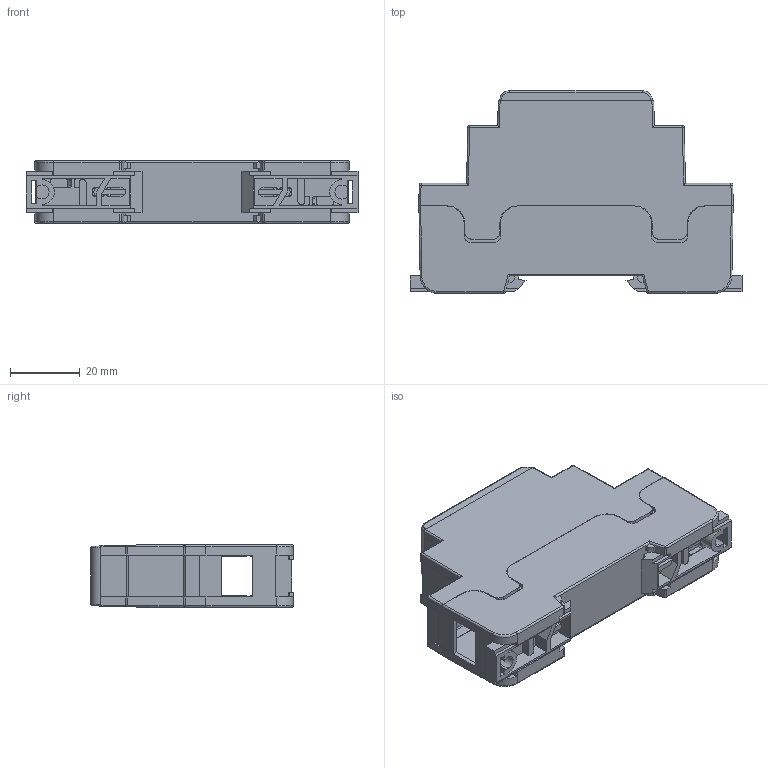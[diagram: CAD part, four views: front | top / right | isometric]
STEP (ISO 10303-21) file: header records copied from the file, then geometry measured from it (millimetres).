
FILE_DESCRIPTION (( 'STEP AP203' ), '1' );
FILE_NAME ('449-310-45.STEP', '2021-08-24T11:05:30', ( '' ), ( '' ), 'SwSTEP 2.0', 'SolidWorks 2018', '' );
FILE_SCHEMA (( 'CONFIG_CONTROL_DESIGN' ));
Length unit declared in the file: millimetre
Products named in the file (5): 044900200; 044900400_044900400; 044931041_044931046; 449-310-45; 044931001
Assembly tree (6 placements, depth 2):
  449-310-45
    044931041_044931046
    044931001
    044900400_044900400  x2
    044900200  x2
Bounding box: 95 x 58 x 18.05 mm (x, y, z)
Volume: 24939.7 mm3; surface area: 38737.5 mm2
Topology: 6 solids, 6 shells, 1017 faces, 2766 edges, 1788 vertices
Faces by surface type: plane 793, cylinder 190, sphere 16, cone 10, bspline 4, torus 4
Entity records: 25389 total; most frequent: CARTESIAN_POINT 4794, ORIENTED_EDGE 4324, DIRECTION 3936, EDGE_CURVE 2162, LINE 1780, VECTOR 1780, VERTEX_POINT 1400, AXIS2_PLACEMENT_3D 1078
